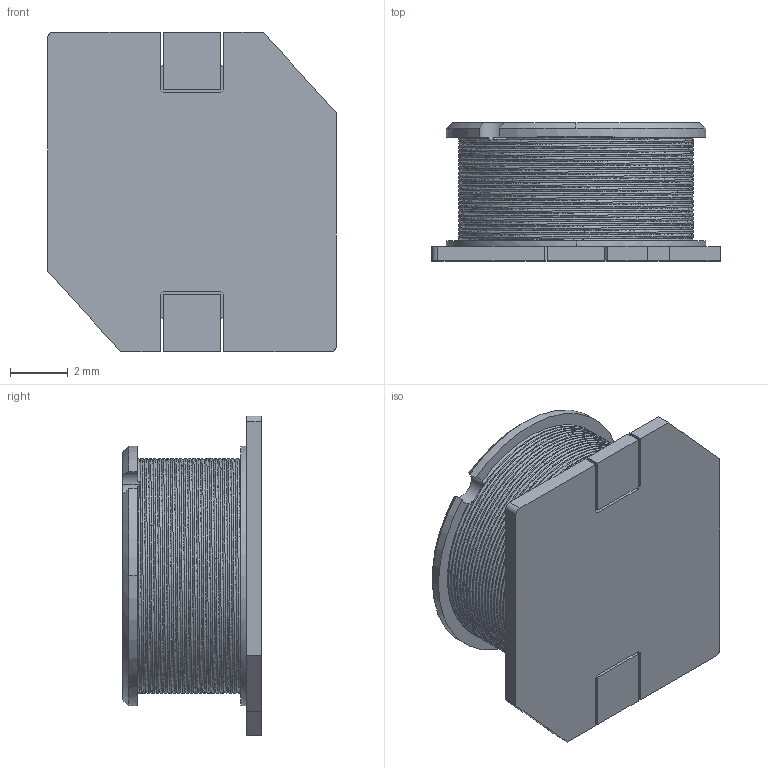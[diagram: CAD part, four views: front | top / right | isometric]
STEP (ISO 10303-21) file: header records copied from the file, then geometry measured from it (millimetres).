
FILE_DESCRIPTION(('STEP AP214'),'1');
FILE_NAME('69659.stp','2020-03-14T00:50:37',('TraceParts'),('TraceParts S.A.'),'Spatial InterOp 3D',' ',' ');
FILE_SCHEMA(('AUTOMOTIVE_DESIGN { 1 0 10303 214 1 1 1 1 }'));
Length unit declared in the file: millimetre
Products named in the file (1): 69659
Bounding box: 10 x 4.8 x 11.1 mm (x, y, z)
Volume: 105.4 mm3; surface area: 659.1 mm2
Topology: 1 solids, 1 shells, 73 faces, 190 edges, 120 vertices
Faces by surface type: plane 41, bspline 16, cylinder 12, cone 4
Entity records: 15351 total; most frequent: CARTESIAN_POINT 13652, ORIENTED_EDGE 380, DIRECTION 302, EDGE_CURVE 190, VERTEX_POINT 120, LINE 106, VECTOR 106, AXIS2_PLACEMENT_3D 98
